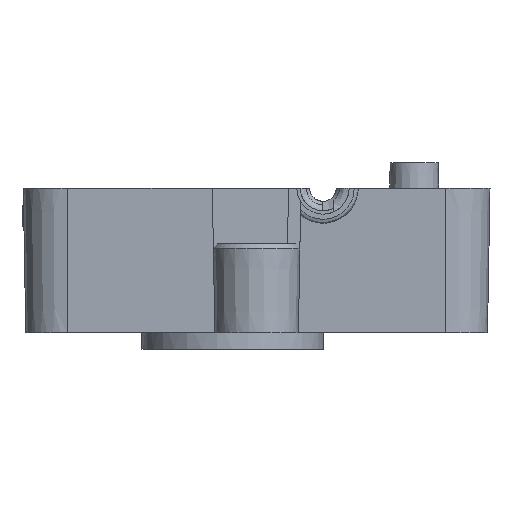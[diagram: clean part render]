
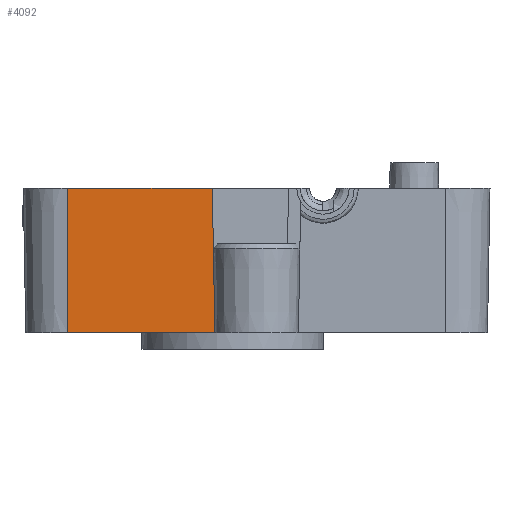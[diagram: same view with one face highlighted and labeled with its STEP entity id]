
A CAD part, front view. The second image highlights one B-rep face of the part: STEP entity #4092.
In plain terms, the highlighted planar face has unit normal (0, -1, -0.018).
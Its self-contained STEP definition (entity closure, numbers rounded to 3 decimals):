
#1755 = EDGE_CURVE ( 'NONE', #11119, #19090, #10603, .T. ) ;
#2125 = LINE ( 'NONE', #11060, #19284 ) ;
#2832 = ORIENTED_EDGE ( 'NONE', *, *, #19708, .T. ) ;
#2959 = CARTESIAN_POINT ( 'NONE',  ( -22.8, -33.644, 7.5 ) ) ;
#3270 = DIRECTION ( 'NONE',  ( 1., 0., 0. ) ) ;
#3339 = DIRECTION ( 'NONE',  ( -0.017, -0.017, 1. ) ) ;
#4092 = ADVANCED_FACE ( 'NONE', ( #11555 ), #6107, .T. ) ;
#4149 = ORIENTED_EDGE ( 'NONE', *, *, #8445, .F. ) ;
#4417 = AXIS2_PLACEMENT_3D ( 'NONE', #15442, #13637, #20096 ) ;
#5958 = VECTOR ( 'NONE', #17921, 1000. ) ;
#6091 = VERTEX_POINT ( 'NONE', #11485 ) ;
#6107 = PLANE ( 'NONE',  #4417 ) ;
#6700 = EDGE_LOOP ( 'NONE', ( #14891, #4149, #15586, #2832 ) ) ;
#7095 = DIRECTION ( 'NONE',  ( 0., -0.017, 1. ) ) ;
#8311 = CARTESIAN_POINT ( 'NONE',  ( 0., -33.644, 7.5 ) ) ;
#8445 = EDGE_CURVE ( 'NONE', #8498, #19090, #19015, .T. ) ;
#8498 = VERTEX_POINT ( 'NONE', #16653 ) ;
#8667 = CARTESIAN_POINT ( 'NONE',  ( -5.344, -33.644, 7.5 ) ) ;
#9446 = LINE ( 'NONE', #14272, #17801 ) ;
#10603 = LINE ( 'NONE', #8311, #5958 ) ;
#11060 = CARTESIAN_POINT ( 'NONE',  ( 0., -33.339, -9.95 ) ) ;
#11119 = VERTEX_POINT ( 'NONE', #8667 ) ;
#11485 = CARTESIAN_POINT ( 'NONE',  ( -5.039, -33.339, -9.95 ) ) ;
#11555 = FACE_OUTER_BOUND ( 'NONE', #6700, .T. ) ;
#13637 = DIRECTION ( 'NONE',  ( 0., -1., -0.017 ) ) ;
#14272 = CARTESIAN_POINT ( 'NONE',  ( -5.19, -33.49, -1.334 ) ) ;
#14891 = ORIENTED_EDGE ( 'NONE', *, *, #1755, .T. ) ;
#15442 = CARTESIAN_POINT ( 'NONE',  ( 0., -33.5, -0.75 ) ) ;
#15586 = ORIENTED_EDGE ( 'NONE', *, *, #19683, .T. ) ;
#16512 = CARTESIAN_POINT ( 'NONE',  ( -22.8, -33.5, -0.75 ) ) ;
#16653 = CARTESIAN_POINT ( 'NONE',  ( -22.8, -33.339, -9.95 ) ) ;
#17801 = VECTOR ( 'NONE', #3339, 1000. ) ;
#17921 = DIRECTION ( 'NONE',  ( -1., 0., 0. ) ) ;
#18510 = VECTOR ( 'NONE', #7095, 1000. ) ;
#19015 = LINE ( 'NONE', #16512, #18510 ) ;
#19090 = VERTEX_POINT ( 'NONE', #2959 ) ;
#19284 = VECTOR ( 'NONE', #3270, 1000. ) ;
#19683 = EDGE_CURVE ( 'NONE', #8498, #6091, #2125, .T. ) ;
#19708 = EDGE_CURVE ( 'NONE', #6091, #11119, #9446, .T. ) ;
#20096 = DIRECTION ( 'NONE',  ( 0., 0.017, -1. ) ) ;
